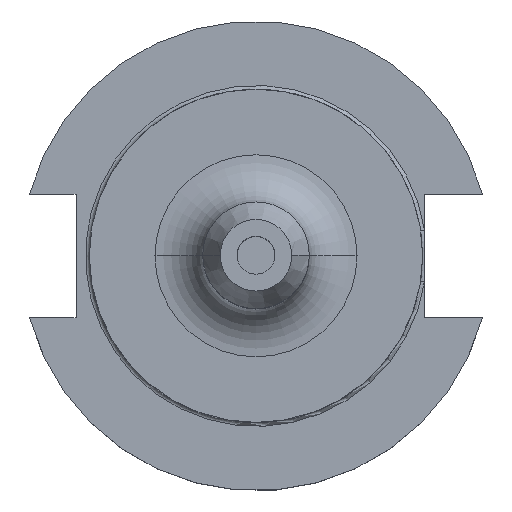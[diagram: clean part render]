
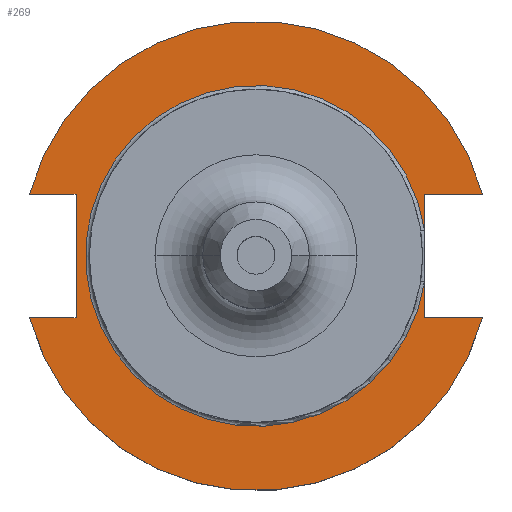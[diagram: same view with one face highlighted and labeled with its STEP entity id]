
A CAD part, top view. The second image highlights one B-rep face of the part: STEP entity #269.
In plain terms, the highlighted planar face has unit normal (0, 0, 1).
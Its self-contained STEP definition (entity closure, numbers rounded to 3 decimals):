
#4 = EDGE_CURVE ( 'NONE', #131, #1144, #1241, .T. ) ;
#5 = LINE ( 'NONE', #82, #318 ) ;
#14 = ORIENTED_EDGE ( 'NONE', *, *, #792, .F. ) ;
#24 = CIRCLE ( 'NONE', #1708, 49.212 ) ;
#31 = LINE ( 'NONE', #1770, #784 ) ;
#48 = VECTOR ( 'NONE', #1166, 1000. ) ;
#49 = VERTEX_POINT ( 'NONE', #443 ) ;
#55 = LINE ( 'NONE', #1555, #48 ) ;
#82 = CARTESIAN_POINT ( 'NONE',  ( 35.306, 12.954, 19.05 ) ) ;
#97 = VECTOR ( 'NONE', #564, 1000. ) ;
#109 = CARTESIAN_POINT ( 'NONE',  ( 35.306, -12.954, 19.05 ) ) ;
#131 = VERTEX_POINT ( 'NONE', #891 ) ;
#136 = VECTOR ( 'NONE', #1527, 1000. ) ;
#141 = ORIENTED_EDGE ( 'NONE', *, *, #1675, .F. ) ;
#142 = PLANE ( 'NONE',  #1721 ) ;
#176 = CARTESIAN_POINT ( 'NONE',  ( 0., 49.212, 19.05 ) ) ;
#181 = ORIENTED_EDGE ( 'NONE', *, *, #210, .F. ) ;
#210 = EDGE_CURVE ( 'NONE', #1406, #941, #31, .T. ) ;
#259 = ORIENTED_EDGE ( 'NONE', *, *, #1378, .F. ) ;
#264 = EDGE_CURVE ( 'NONE', #1634, #49, #1109, .T. ) ;
#269 = ADVANCED_FACE ( 'NONE', ( #1370 ), #142, .T. ) ;
#318 = VECTOR ( 'NONE', #1069, 1000. ) ;
#323 = VERTEX_POINT ( 'NONE', #1332 ) ;
#338 = CARTESIAN_POINT ( 'NONE',  ( -63.719, 12.954, 19.05 ) ) ;
#357 = DIRECTION ( 'NONE',  ( 0., 0., 1. ) ) ;
#359 = DIRECTION ( 'NONE',  ( 0., 0., 1. ) ) ;
#408 = VERTEX_POINT ( 'NONE', #1068 ) ;
#430 = VECTOR ( 'NONE', #742, 1000. ) ;
#443 = CARTESIAN_POINT ( 'NONE',  ( 47.477, -12.954, 19.05 ) ) ;
#473 = ORIENTED_EDGE ( 'NONE', *, *, #556, .T. ) ;
#528 = ORIENTED_EDGE ( 'NONE', *, *, #1236, .F. ) ;
#547 = DIRECTION ( 'NONE',  ( 1., 0., 0. ) ) ;
#556 = EDGE_CURVE ( 'NONE', #323, #634, #642, .T. ) ;
#563 = ORIENTED_EDGE ( 'NONE', *, *, #975, .T. ) ;
#564 = DIRECTION ( 'NONE',  ( -1., 0., 0. ) ) ;
#599 = VERTEX_POINT ( 'NONE', #1127 ) ;
#624 = CARTESIAN_POINT ( 'NONE',  ( 35.306, 12.954, 19.05 ) ) ;
#634 = VERTEX_POINT ( 'NONE', #1482 ) ;
#642 = CIRCLE ( 'NONE', #1098, 35.725 ) ;
#666 = CARTESIAN_POINT ( 'NONE',  ( -37.719, -12.954, 19.05 ) ) ;
#688 = LINE ( 'NONE', #338, #1359 ) ;
#722 = ORIENTED_EDGE ( 'NONE', *, *, #4, .F. ) ;
#742 = DIRECTION ( 'NONE',  ( 1., 0., 0. ) ) ;
#784 = VECTOR ( 'NONE', #1709, 1000. ) ;
#792 = EDGE_CURVE ( 'NONE', #599, #1406, #1522, .T. ) ;
#871 = CIRCLE ( 'NONE', #1785, 49.212 ) ;
#881 = ORIENTED_EDGE ( 'NONE', *, *, #1620, .T. ) ;
#882 = ORIENTED_EDGE ( 'NONE', *, *, #264, .F. ) ;
#891 = CARTESIAN_POINT ( 'NONE',  ( 47.477, 12.954, 19.05 ) ) ;
#941 = VERTEX_POINT ( 'NONE', #1304 ) ;
#975 = EDGE_CURVE ( 'NONE', #131, #408, #871, .T. ) ;
#1068 = CARTESIAN_POINT ( 'NONE',  ( -47.477, 12.954, 19.05 ) ) ;
#1069 = DIRECTION ( 'NONE',  ( 0., -1., 0. ) ) ;
#1084 = CARTESIAN_POINT ( 'NONE',  ( 0., 0., 19.05 ) ) ;
#1086 = DIRECTION ( 'NONE',  ( 0., 0., -1. ) ) ;
#1090 = DIRECTION ( 'NONE',  ( 1., 0., 0. ) ) ;
#1094 = EDGE_LOOP ( 'NONE', ( #528, #473, #259, #722, #563, #141, #181, #14, #881, #882 ) ) ;
#1098 = AXIS2_PLACEMENT_3D ( 'NONE', #1084, #1086, #1090 ) ;
#1109 = LINE ( 'NONE', #109, #430 ) ;
#1127 = CARTESIAN_POINT ( 'NONE',  ( -47.477, -12.954, 19.05 ) ) ;
#1143 = CARTESIAN_POINT ( 'NONE',  ( 35.306, -12.954, 19.05 ) ) ;
#1144 = VERTEX_POINT ( 'NONE', #1453 ) ;
#1166 = DIRECTION ( 'NONE',  ( 0., -1., 0. ) ) ;
#1182 = DIRECTION ( 'NONE',  ( 1., 0., 0. ) ) ;
#1187 = CARTESIAN_POINT ( 'NONE',  ( 0., 0., 19.05 ) ) ;
#1236 = EDGE_CURVE ( 'NONE', #323, #1634, #55, .T. ) ;
#1241 = LINE ( 'NONE', #624, #97 ) ;
#1304 = CARTESIAN_POINT ( 'NONE',  ( -37.719, 12.954, 19.05 ) ) ;
#1332 = CARTESIAN_POINT ( 'NONE',  ( 35.306, -5.455, 19.05 ) ) ;
#1359 = VECTOR ( 'NONE', #1734, 1000. ) ;
#1370 = FACE_OUTER_BOUND ( 'NONE', #1094, .T. ) ;
#1378 = EDGE_CURVE ( 'NONE', #1144, #634, #5, .T. ) ;
#1406 = VERTEX_POINT ( 'NONE', #666 ) ;
#1421 = CARTESIAN_POINT ( 'NONE',  ( -63.719, -12.954, 19.05 ) ) ;
#1445 = CARTESIAN_POINT ( 'NONE',  ( 0., 0., 19.05 ) ) ;
#1453 = CARTESIAN_POINT ( 'NONE',  ( 35.306, 12.954, 19.05 ) ) ;
#1455 = DIRECTION ( 'NONE',  ( 0., 0., 1. ) ) ;
#1463 = DIRECTION ( 'NONE',  ( 1., 0., 0. ) ) ;
#1482 = CARTESIAN_POINT ( 'NONE',  ( 35.306, 5.455, 19.05 ) ) ;
#1522 = LINE ( 'NONE', #1421, #136 ) ;
#1527 = DIRECTION ( 'NONE',  ( 1., 0., 0. ) ) ;
#1555 = CARTESIAN_POINT ( 'NONE',  ( 35.306, 12.954, 19.05 ) ) ;
#1620 = EDGE_CURVE ( 'NONE', #599, #49, #24, .T. ) ;
#1634 = VERTEX_POINT ( 'NONE', #1143 ) ;
#1675 = EDGE_CURVE ( 'NONE', #941, #408, #688, .T. ) ;
#1708 = AXIS2_PLACEMENT_3D ( 'NONE', #1445, #1455, #1463 ) ;
#1709 = DIRECTION ( 'NONE',  ( 0., 1., 0. ) ) ;
#1721 = AXIS2_PLACEMENT_3D ( 'NONE', #176, #357, #547 ) ;
#1734 = DIRECTION ( 'NONE',  ( -1., 0., 0. ) ) ;
#1770 = CARTESIAN_POINT ( 'NONE',  ( -37.719, 12.954, 19.05 ) ) ;
#1785 = AXIS2_PLACEMENT_3D ( 'NONE', #1187, #359, #1182 ) ;
